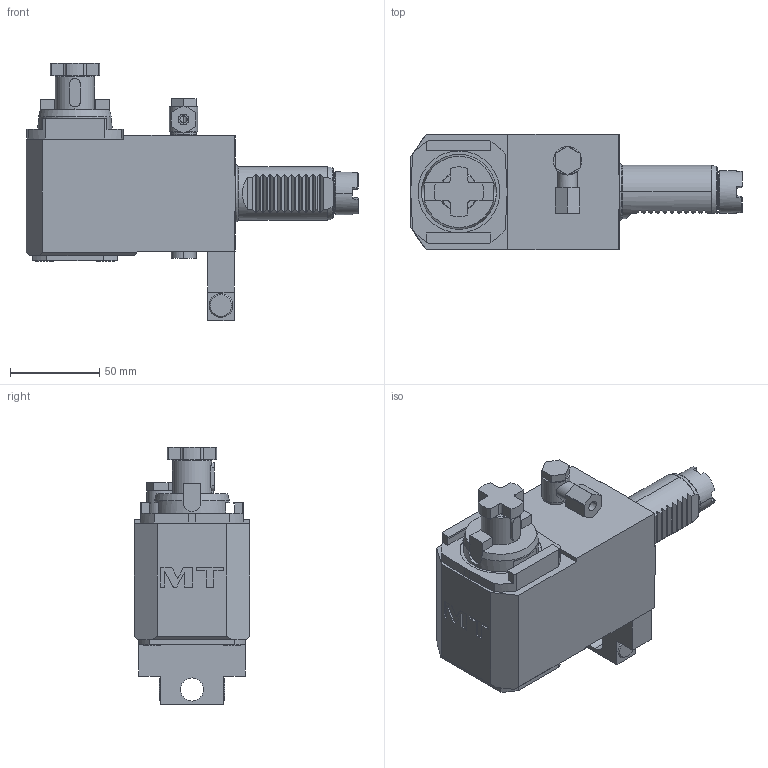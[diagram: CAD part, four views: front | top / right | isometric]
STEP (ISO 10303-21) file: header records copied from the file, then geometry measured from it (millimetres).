
FILE_DESCRIPTION((''),'2;1');
FILE_NAME('OKU1740422_CONF','2024-12-02T16:51:19',('smalpassi'),('M.T. srl'),'CREO PARAMETRIC BY PTC INC, 2023352','CREO PARAMETRIC BY PTC INC, 2023352','');
FILE_SCHEMA(('CONFIG_CONTROL_DESIGN'));
Length unit declared in the file: millimetre
Products named in the file (1): OKU1740422_CONF
Bounding box: 186.5 x 65 x 144.5 mm (x, y, z)
Volume: 614573.1 mm3; surface area: 67011.7 mm2
Topology: 1 solids, 1 shells, 363 faces, 942 edges, 612 vertices
Faces by surface type: plane 226, cylinder 104, cone 23, torus 8, extrusion 2
Entity records: 11706 total; most frequent: CARTESIAN_POINT 2783, ORIENTED_EDGE 1876, DIRECTION 1809, EDGE_CURVE 938, AXIS2_PLACEMENT_3D 633, VERTEX_POINT 612, VECTOR 543, LINE 541
